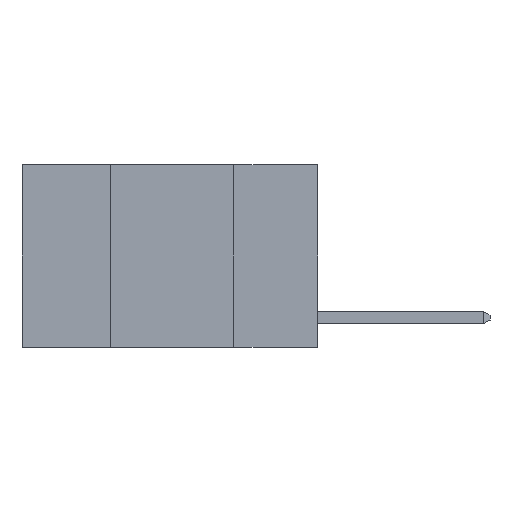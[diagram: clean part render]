
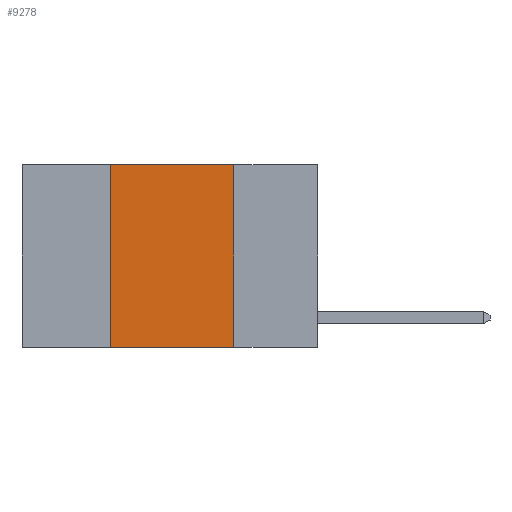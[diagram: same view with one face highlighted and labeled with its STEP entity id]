
A CAD part, left-side view. The second image highlights one B-rep face of the part: STEP entity #9278.
In plain terms, the highlighted planar face has unit normal (-1, 0, 0).
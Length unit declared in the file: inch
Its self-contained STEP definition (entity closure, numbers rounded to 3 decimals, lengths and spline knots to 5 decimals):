
#625 = ORIENTED_EDGE ( 'NONE', *, *, #7771, .F. ) ;
#891 = DIRECTION ( 'NONE',  ( 1., 0., 0. ) ) ;
#944 = EDGE_CURVE ( 'NONE', #2623, #8661, #5642, .T. ) ;
#1911 = ORIENTED_EDGE ( 'NONE', *, *, #944, .F. ) ;
#1994 = ORIENTED_EDGE ( 'NONE', *, *, #8274, .F. ) ;
#2064 = CARTESIAN_POINT ( 'NONE',  ( 0., 0.42, 0. ) ) ;
#2230 = ORIENTED_EDGE ( 'NONE', *, *, #7286, .T. ) ;
#2314 = LINE ( 'NONE', #4661, #6508 ) ;
#2389 = CARTESIAN_POINT ( 'NONE',  ( 0., 0.6, 0. ) ) ;
#2423 = VERTEX_POINT ( 'NONE', #3237 ) ;
#2623 = VERTEX_POINT ( 'NONE', #2064 ) ;
#3090 = LINE ( 'NONE', #4832, #3337 ) ;
#3152 = CARTESIAN_POINT ( 'NONE',  ( 0., 0.17, 0. ) ) ;
#3237 = CARTESIAN_POINT ( 'NONE',  ( 0., 0.17, -0.37 ) ) ;
#3337 = VECTOR ( 'NONE', #10127, 39.37008 ) ;
#3353 = PLANE ( 'NONE',  #4659 ) ;
#4659 = AXIS2_PLACEMENT_3D ( 'NONE', #5812, #891, #6607 ) ;
#4661 = CARTESIAN_POINT ( 'NONE',  ( 0., 0.17, 0. ) ) ;
#4832 = CARTESIAN_POINT ( 'NONE',  ( 0., 0.42, 0. ) ) ;
#5152 = VECTOR ( 'NONE', #9934, 39.37008 ) ;
#5642 = LINE ( 'NONE', #2389, #5152 ) ;
#5812 = CARTESIAN_POINT ( 'NONE',  ( 0., 0.6, 0. ) ) ;
#6508 = VECTOR ( 'NONE', #9262, 39.37008 ) ;
#6600 = CARTESIAN_POINT ( 'NONE',  ( 0., 0.6, -0.37 ) ) ;
#6607 = DIRECTION ( 'NONE',  ( 0., 0., -1. ) ) ;
#6611 = FACE_OUTER_BOUND ( 'NONE', #8266, .T. ) ;
#7072 = VERTEX_POINT ( 'NONE', #7608 ) ;
#7286 = EDGE_CURVE ( 'NONE', #7072, #2423, #9976, .T. ) ;
#7608 = CARTESIAN_POINT ( 'NONE',  ( 0., 0.42, -0.37 ) ) ;
#7771 = EDGE_CURVE ( 'NONE', #7072, #2623, #3090, .T. ) ;
#7788 = VECTOR ( 'NONE', #9545, 39.37008 ) ;
#8266 = EDGE_LOOP ( 'NONE', ( #1994, #1911, #625, #2230 ) ) ;
#8274 = EDGE_CURVE ( 'NONE', #8661, #2423, #2314, .T. ) ;
#8661 = VERTEX_POINT ( 'NONE', #3152 ) ;
#9262 = DIRECTION ( 'NONE',  ( 0., 0., -1. ) ) ;
#9278 = ADVANCED_FACE ( 'NONE', ( #6611 ), #3353, .F. ) ;
#9545 = DIRECTION ( 'NONE',  ( 0., -1., 0. ) ) ;
#9934 = DIRECTION ( 'NONE',  ( 0., -1., 0. ) ) ;
#9976 = LINE ( 'NONE', #6600, #7788 ) ;
#10127 = DIRECTION ( 'NONE',  ( 0., 0., 1. ) ) ;
